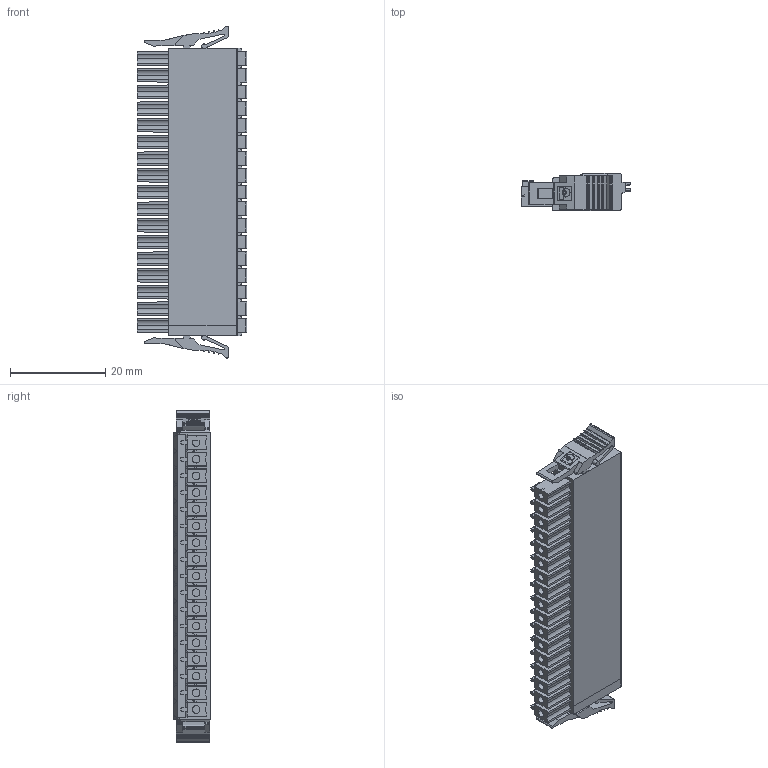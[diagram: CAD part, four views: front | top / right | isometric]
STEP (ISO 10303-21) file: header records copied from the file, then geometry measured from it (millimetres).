
FILE_DESCRIPTION(('SolidDesigner STEP Export'),'2;1');
FILE_NAME('fmc_1.5-17-st-3.5-rf.stp','2003-03-21T17:51:09',(''),(''),'OneSpaceDesigner STEP processor Version: 9.0 (March 2001)for AP214(CD)(Solid Model)','CoCreate OneSpaceDesigner: 11.50A 18-Jul-2002(C) CoCreate Software GmbH','');
FILE_SCHEMA(('AUTOMOTIVE_DESIGN_CC2 {1 2 10303 214 -1 1 5 1}'));
Products named in the file (2): fmc_1.5-17-st-3.5-rf
Assembly tree (1 placements, depth 2):
  fmc_1.5-17-st-3.5-rf
    fmc_1.5-17-st-3.5-rf
Bounding box: 22.9 x 7.75 x 69.65 mm (x, y, z)
Volume: 7419.5 mm3; surface area: 6779.6 mm2
Topology: 1 solids, 1 shells, 1595 faces, 4425 edges, 2897 vertices
Faces by surface type: plane 989, cylinder 504, cone 68, torus 34
Entity records: 62000 total; most frequent: CARTESIAN_POINT 9283, ORIENTED_EDGE 8850, DIRECTION 7943, EDGE_CURVE 4425, VECTOR 3061, LINE 3061, VERTEX_POINT 2897, AXIS2_PLACEMENT_3D 2441
